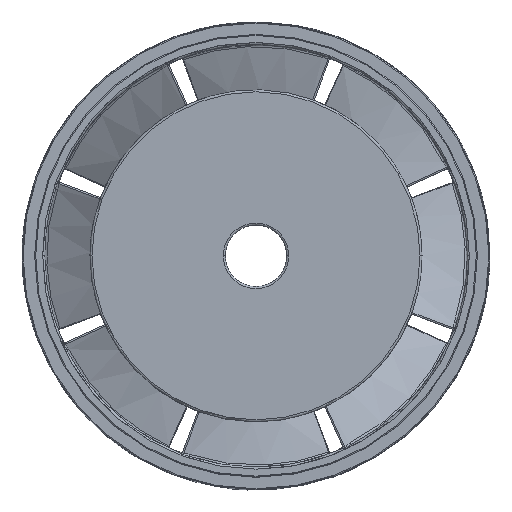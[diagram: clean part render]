
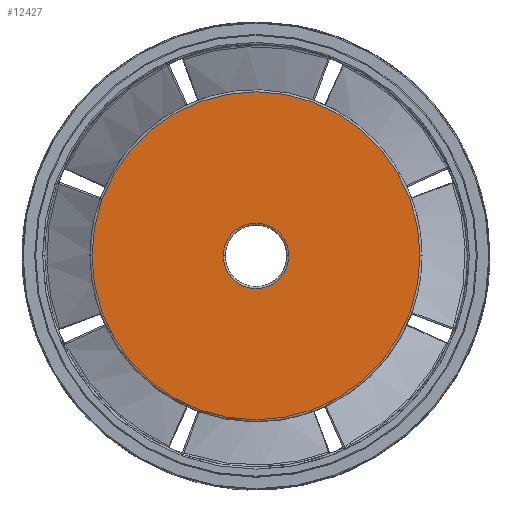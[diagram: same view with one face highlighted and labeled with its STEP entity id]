
A CAD part, top view. The second image highlights one B-rep face of the part: STEP entity #12427.
In plain terms, the highlighted planar face has unit normal (0, 0, 1).
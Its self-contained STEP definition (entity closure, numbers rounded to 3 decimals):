
#105 = EDGE_CURVE ( 'NONE', #11284, #33127, #26868, .T. ) ;
#329 = FACE_BOUND ( 'NONE', #3865, .T. ) ;
#718 = DIRECTION ( 'NONE',  ( 1., 0., 0. ) ) ;
#1505 = VERTEX_POINT ( 'NONE', #3091 ) ;
#3091 = CARTESIAN_POINT ( 'NONE',  ( -3.25, 0., 0. ) ) ;
#3865 = EDGE_LOOP ( 'NONE', ( #14781, #8456 ) ) ;
#4386 = CARTESIAN_POINT ( 'NONE',  ( 3.25, 0., 0. ) ) ;
#4892 = AXIS2_PLACEMENT_3D ( 'NONE', #11752, #29251, #20531 ) ;
#7276 = CARTESIAN_POINT ( 'NONE',  ( 0., 0., 0. ) ) ;
#7508 = DIRECTION ( 'NONE',  ( 1., 0., 0. ) ) ;
#7632 = DIRECTION ( 'NONE',  ( 0., 0., -1. ) ) ;
#8456 = ORIENTED_EDGE ( 'NONE', *, *, #21027, .T. ) ;
#9749 = DIRECTION ( 'NONE',  ( 0., 0., -1. ) ) ;
#10064 = EDGE_CURVE ( 'NONE', #33127, #11284, #22527, .T. ) ;
#11284 = VERTEX_POINT ( 'NONE', #14924 ) ;
#11318 = AXIS2_PLACEMENT_3D ( 'NONE', #7276, #9749, #27248 ) ;
#11541 = CARTESIAN_POINT ( 'NONE',  ( 0., 0., 0. ) ) ;
#11568 = ORIENTED_EDGE ( 'NONE', *, *, #105, .T. ) ;
#11752 = CARTESIAN_POINT ( 'NONE',  ( 0., 0., 0. ) ) ;
#12279 = AXIS2_PLACEMENT_3D ( 'NONE', #27298, #24804, #7508 ) ;
#12427 = ADVANCED_FACE ( 'NONE', ( #37388, #329 ), #29401, .T. ) ;
#14723 = ORIENTED_EDGE ( 'NONE', *, *, #10064, .T. ) ;
#14781 = ORIENTED_EDGE ( 'NONE', *, *, #25649, .T. ) ;
#14924 = CARTESIAN_POINT ( 'NONE',  ( 16.3, 0., 0. ) ) ;
#15297 = VERTEX_POINT ( 'NONE', #4386 ) ;
#15662 = CARTESIAN_POINT ( 'NONE',  ( 0., 0., 0. ) ) ;
#16368 = DIRECTION ( 'NONE',  ( 1., 0., 0. ) ) ;
#20306 = DIRECTION ( 'NONE',  ( 0., 0., 1. ) ) ;
#20531 = DIRECTION ( 'NONE',  ( 1., 0., 0. ) ) ;
#21027 = EDGE_CURVE ( 'NONE', #1505, #15297, #22860, .T. ) ;
#21213 = CIRCLE ( 'NONE', #32119, 3.25 ) ;
#22527 = CIRCLE ( 'NONE', #4892, 16.3 ) ;
#22860 = CIRCLE ( 'NONE', #11318, 3.25 ) ;
#24804 = DIRECTION ( 'NONE',  ( 0., 0., 1. ) ) ;
#24927 = CARTESIAN_POINT ( 'NONE',  ( -16.3, 0., 0. ) ) ;
#25649 = EDGE_CURVE ( 'NONE', #15297, #1505, #21213, .T. ) ;
#26868 = CIRCLE ( 'NONE', #12279, 16.3 ) ;
#27248 = DIRECTION ( 'NONE',  ( 1., 0., 0. ) ) ;
#27298 = CARTESIAN_POINT ( 'NONE',  ( 0., 0., 0. ) ) ;
#28060 = AXIS2_PLACEMENT_3D ( 'NONE', #11541, #20306, #718 ) ;
#29251 = DIRECTION ( 'NONE',  ( 0., 0., 1. ) ) ;
#29401 = PLANE ( 'NONE',  #28060 ) ;
#32119 = AXIS2_PLACEMENT_3D ( 'NONE', #15662, #7632, #16368 ) ;
#33127 = VERTEX_POINT ( 'NONE', #24927 ) ;
#36821 = EDGE_LOOP ( 'NONE', ( #11568, #14723 ) ) ;
#37388 = FACE_OUTER_BOUND ( 'NONE', #36821, .T. ) ;
